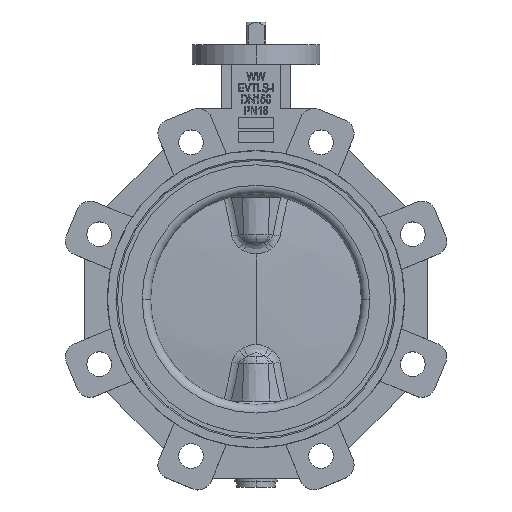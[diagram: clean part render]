
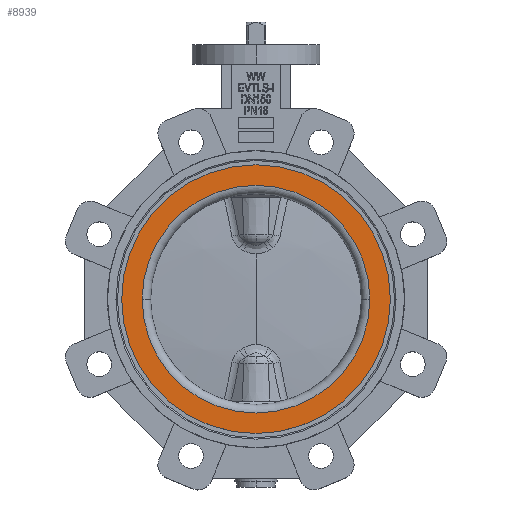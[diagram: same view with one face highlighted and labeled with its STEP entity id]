
A CAD part, top view. The second image highlights one B-rep face of the part: STEP entity #8939.
In plain terms, the highlighted planar face has unit normal (0, 0, 1).
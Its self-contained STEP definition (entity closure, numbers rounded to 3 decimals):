
#199 = EDGE_CURVE ( 'NONE', #2524, #16929, #521, .T. ) ;
#281 = EDGE_LOOP ( 'NONE', ( #5559, #4039 ) ) ;
#408 = DIRECTION ( 'NONE',  ( -1., 0., 0. ) ) ;
#521 = CIRCLE ( 'NONE', #9395, 95. ) ;
#548 = PLANE ( 'NONE',  #14731 ) ;
#1033 = DIRECTION ( 'NONE',  ( 1., 0., 0. ) ) ;
#1495 = CIRCLE ( 'NONE', #8852, 95. ) ;
#1711 = DIRECTION ( 'NONE',  ( 1., 0., 0. ) ) ;
#2524 = VERTEX_POINT ( 'NONE', #14934 ) ;
#2608 = CARTESIAN_POINT ( 'NONE',  ( 80.5, 0., 29. ) ) ;
#3191 = CARTESIAN_POINT ( 'NONE',  ( 95., 0., 29. ) ) ;
#4039 = ORIENTED_EDGE ( 'NONE', *, *, #6760, .F. ) ;
#4541 = CIRCLE ( 'NONE', #12530, 80.5 ) ;
#4736 = DIRECTION ( 'NONE',  ( 0., 0., 1. ) ) ;
#5559 = ORIENTED_EDGE ( 'NONE', *, *, #5630, .F. ) ;
#5630 = EDGE_CURVE ( 'NONE', #6961, #16927, #7949, .T. ) ;
#5721 = ORIENTED_EDGE ( 'NONE', *, *, #12314, .T. ) ;
#6385 = DIRECTION ( 'NONE',  ( 1., 0., 0. ) ) ;
#6760 = EDGE_CURVE ( 'NONE', #16927, #6961, #4541, .T. ) ;
#6961 = VERTEX_POINT ( 'NONE', #2608 ) ;
#7839 = CARTESIAN_POINT ( 'NONE',  ( 0., 0., 29. ) ) ;
#7949 = CIRCLE ( 'NONE', #17823, 80.5 ) ;
#8852 = AXIS2_PLACEMENT_3D ( 'NONE', #15054, #13316, #1033 ) ;
#8939 = ADVANCED_FACE ( 'NONE', ( #17267, #12695 ), #548, .F. ) ;
#9395 = AXIS2_PLACEMENT_3D ( 'NONE', #14082, #15635, #6385 ) ;
#10670 = EDGE_LOOP ( 'NONE', ( #5721, #14690 ) ) ;
#11416 = CARTESIAN_POINT ( 'NONE',  ( 0., 80.5, 29. ) ) ;
#12199 = DIRECTION ( 'NONE',  ( 0., 0., 1. ) ) ;
#12314 = EDGE_CURVE ( 'NONE', #16929, #2524, #1495, .T. ) ;
#12530 = AXIS2_PLACEMENT_3D ( 'NONE', #7839, #4736, #1711 ) ;
#12695 = FACE_OUTER_BOUND ( 'NONE', #10670, .T. ) ;
#13316 = DIRECTION ( 'NONE',  ( 0., 0., 1. ) ) ;
#14082 = CARTESIAN_POINT ( 'NONE',  ( 0., 0., 29. ) ) ;
#14239 = DIRECTION ( 'NONE',  ( 0., 0., -1. ) ) ;
#14690 = ORIENTED_EDGE ( 'NONE', *, *, #199, .T. ) ;
#14731 = AXIS2_PLACEMENT_3D ( 'NONE', #11416, #14239, #408 ) ;
#14934 = CARTESIAN_POINT ( 'NONE',  ( -95., 0., 29. ) ) ;
#15054 = CARTESIAN_POINT ( 'NONE',  ( 0., 0., 29. ) ) ;
#15635 = DIRECTION ( 'NONE',  ( 0., 0., 1. ) ) ;
#16927 = VERTEX_POINT ( 'NONE', #17100 ) ;
#16929 = VERTEX_POINT ( 'NONE', #3191 ) ;
#17047 = CARTESIAN_POINT ( 'NONE',  ( 0., 0., 29. ) ) ;
#17100 = CARTESIAN_POINT ( 'NONE',  ( -80.5, 0., 29. ) ) ;
#17267 = FACE_BOUND ( 'NONE', #281, .T. ) ;
#17823 = AXIS2_PLACEMENT_3D ( 'NONE', #17047, #12199, #18407 ) ;
#18407 = DIRECTION ( 'NONE',  ( 1., 0., 0. ) ) ;
